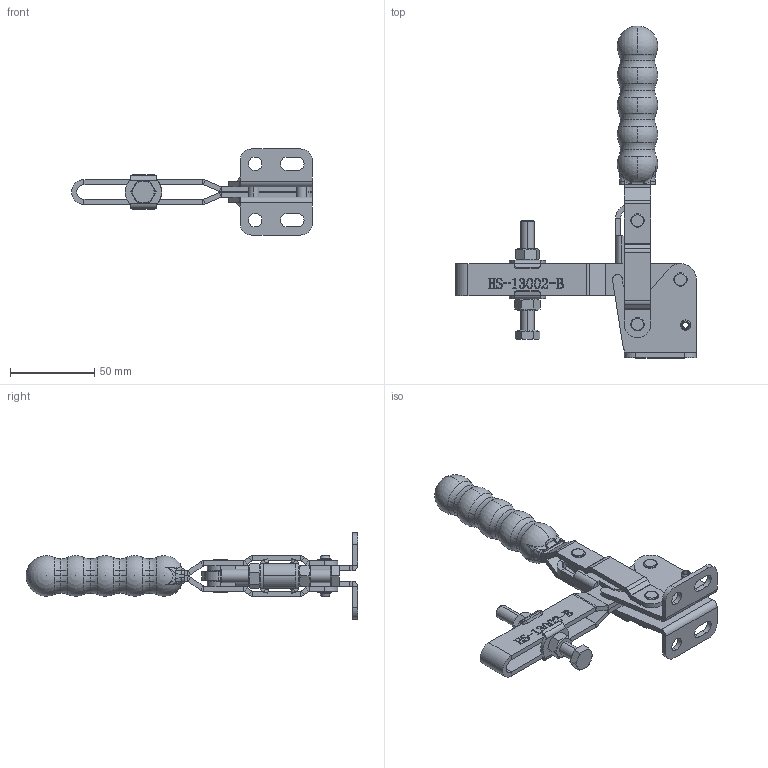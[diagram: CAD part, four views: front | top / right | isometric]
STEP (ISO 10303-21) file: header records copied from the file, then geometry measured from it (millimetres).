
FILE_DESCRIPTION (( 'STEP AP203' ), '1' );
FILE_NAME ('HS-13002-B.STEP', '2019-10-14T02:37:49', ( '微软用户' ), ( '微软中国' ), 'SwSTEP 2.0', 'SolidWorks 2012', '' );
FILE_SCHEMA (( 'CONFIG_CONTROL_DESIGN' ));
Length unit declared in the file: millimetre
Products named in the file (13): HS-13002-B; hex nuts, style 1-grades ab gb_GB_FASTENER_NUT_SNAB1 M8-N; FW-21382; spring pin slotted heavy duty1 gb_GB_PARALLEL_PINS_TYPE6 6X24; 1#忒參杶; hexagon head bolts-full thread gb_GB_FASTENER_BOLT_STBAB A M8X65-C; 酗种; 揤參; 忒梟; 蟀裝; 傻种; 楊擘菁釱衵; 楊擘菁釱酘
Assembly tree (17 placements, depth 2):
  HS-13002-B
    楊擘菁釱酘
    楊擘菁釱衵
    傻种  x2
    蟀裝
    忒梟  x2
    揤參
    酗种  x2
    hexagon head bolts-full thread gb_GB_FASTENER_BOLT_STBAB A M8X65-C
    1#忒參杶
    spring pin slotted heavy duty1 gb_GB_PARALLEL_PINS_TYPE6 6X24
    FW-21382  x2
    hex nuts, style 1-grades ab gb_GB_FASTENER_NUT_SNAB1 M8-N  x2
Bounding box: 143 x 197 x 51.1 mm (x, y, z)
Volume: 88607.2 mm3; surface area: 63209.2 mm2
Topology: 17 solids, 17 shells, 909 faces, 2297 edges, 1442 vertices
Faces by surface type: plane 471, cylinder 188, bspline 169, torus 39, cone 32, sphere 10
Entity records: 33316 total; most frequent: CARTESIAN_POINT 13809, ORIENTED_EDGE 3972, DIRECTION 3285, EDGE_CURVE 1986, VERTEX_POINT 1263, LINE 1183, VECTOR 1183, AXIS2_PLACEMENT_3D 1051
